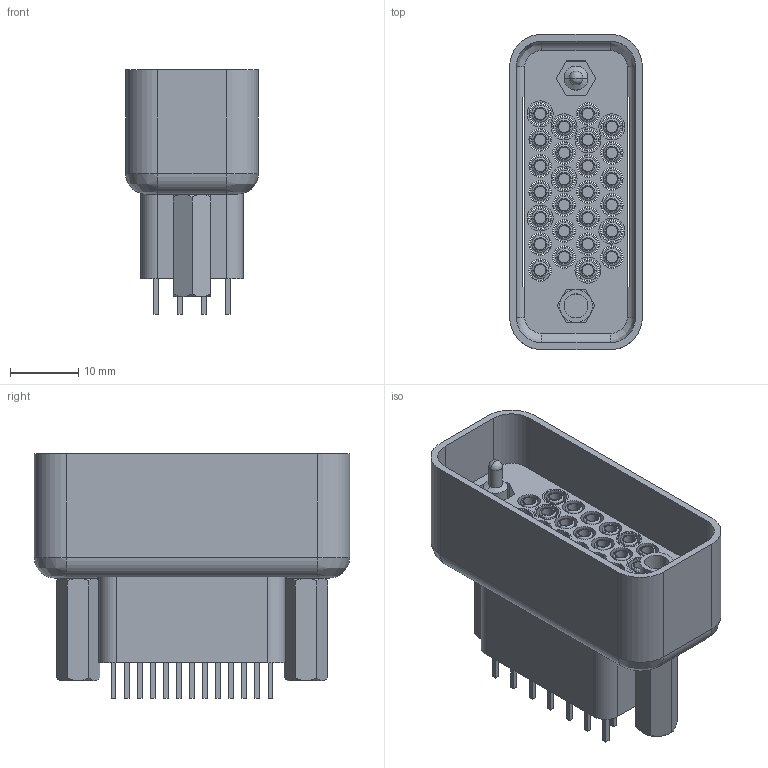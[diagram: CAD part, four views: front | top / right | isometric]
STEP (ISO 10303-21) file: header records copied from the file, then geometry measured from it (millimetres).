
FILE_DESCRIPTION((''),'2;1');
FILE_NAME('EDA-03313-V1-0.stp','2015-11-11T11:50:28',(''),(''),'Mechanical Desktop 2011','Mechanical Desktop 2011',', , ');
FILE_SCHEMA(('AUTOMOTIVE_DESIGN { 1 2 10303 214 1 1 1 1 }'));
Length unit declared in the file: millimetre
Products named in the file (1): Product
Bounding box: 19.4 x 46.1 x 35.8 mm (x, y, z)
Volume: 11241.9 mm3; surface area: 22168.8 mm2
Topology: 40 solids, 40 shells, 746 faces, 1618 edges, 1039 vertices
Faces by surface type: plane 324, cylinder 241, bspline 89, torus 52, cone 38, sphere 2
Entity records: 21731 total; most frequent: CARTESIAN_POINT 4947, DIRECTION 3652, ORIENTED_EDGE 3232, EDGE_CURVE 1616, AXIS2_PLACEMENT_3D 1426, VERTEX_POINT 1039, EDGE_LOOP 917, VECTOR 800
